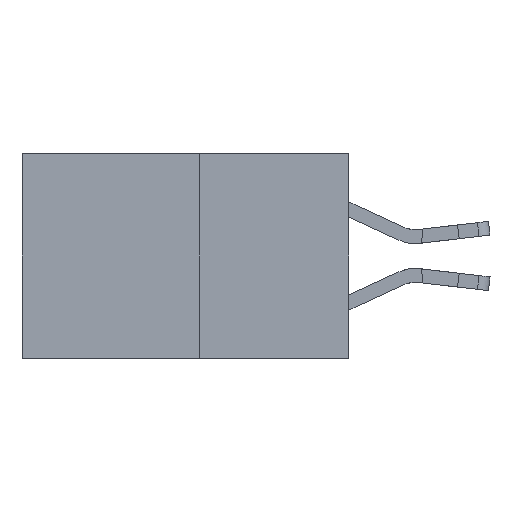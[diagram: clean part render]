
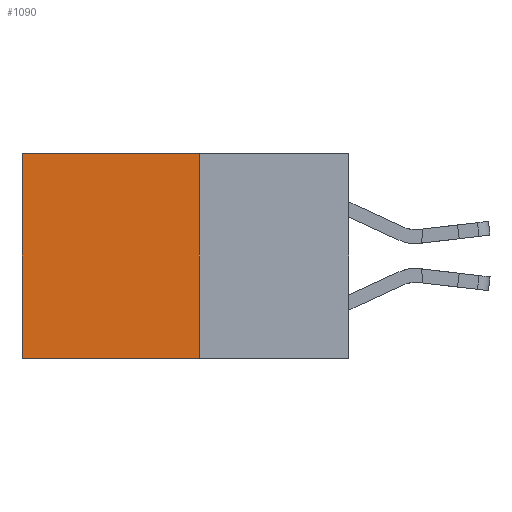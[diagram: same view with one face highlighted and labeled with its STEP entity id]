
A CAD part, left-side view. The second image highlights one B-rep face of the part: STEP entity #1090.
In plain terms, the highlighted planar face has unit normal (-1, 0, 0).
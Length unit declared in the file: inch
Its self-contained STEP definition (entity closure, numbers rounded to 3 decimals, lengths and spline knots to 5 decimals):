
#432 = VERTEX_POINT ( 'NONE', #2661 ) ;
#442 = ORIENTED_EDGE ( 'NONE', *, *, #10371, .T. ) ;
#1090 = ADVANCED_FACE ( 'NONE', ( #15509 ), #4795, .F. ) ;
#1235 = CARTESIAN_POINT ( 'NONE',  ( 0.277, 0.59, -0.37 ) ) ;
#1802 = DIRECTION ( 'NONE',  ( 1., 0., 0. ) ) ;
#2423 = VECTOR ( 'NONE', #11337, 39.37008 ) ;
#2661 = CARTESIAN_POINT ( 'NONE',  ( 0.277, 0.27, 0. ) ) ;
#3073 = EDGE_CURVE ( 'NONE', #432, #5509, #14342, .T. ) ;
#4227 = EDGE_CURVE ( 'NONE', #432, #7914, #11129, .T. ) ;
#4795 = PLANE ( 'NONE',  #16719 ) ;
#5196 = DIRECTION ( 'NONE',  ( 0., 1., 0. ) ) ;
#5307 = LINE ( 'NONE', #12350, #12036 ) ;
#5509 = VERTEX_POINT ( 'NONE', #10024 ) ;
#7043 = DIRECTION ( 'NONE',  ( 0., 0., -1. ) ) ;
#7914 = VERTEX_POINT ( 'NONE', #8329 ) ;
#8329 = CARTESIAN_POINT ( 'NONE',  ( 0.277, 0.59, 0. ) ) ;
#9245 = CARTESIAN_POINT ( 'NONE',  ( 0.277, 0.27, -0.37 ) ) ;
#10013 = VERTEX_POINT ( 'NONE', #1235 ) ;
#10024 = CARTESIAN_POINT ( 'NONE',  ( 0.277, 0.27, -0.37 ) ) ;
#10371 = EDGE_CURVE ( 'NONE', #7914, #10013, #14066, .T. ) ;
#10771 = CARTESIAN_POINT ( 'NONE',  ( 0.277, 0.59, -0.37 ) ) ;
#11129 = LINE ( 'NONE', #12079, #14065 ) ;
#11337 = DIRECTION ( 'NONE',  ( 0., 0., -1. ) ) ;
#11558 = DIRECTION ( 'NONE',  ( 0., 1., 0. ) ) ;
#12036 = VECTOR ( 'NONE', #5196, 39.37008 ) ;
#12079 = CARTESIAN_POINT ( 'NONE',  ( 0.277, 0.27, 0. ) ) ;
#12350 = CARTESIAN_POINT ( 'NONE',  ( 0.277, 0.27, -0.37 ) ) ;
#12421 = EDGE_LOOP ( 'NONE', ( #442, #16209, #14173, #13056 ) ) ;
#12830 = CARTESIAN_POINT ( 'NONE',  ( 0.277, 0.27, -0.37 ) ) ;
#13056 = ORIENTED_EDGE ( 'NONE', *, *, #4227, .T. ) ;
#13156 = VECTOR ( 'NONE', #13676, 39.37008 ) ;
#13676 = DIRECTION ( 'NONE',  ( 0., 0., -1. ) ) ;
#14065 = VECTOR ( 'NONE', #11558, 39.37008 ) ;
#14066 = LINE ( 'NONE', #10771, #13156 ) ;
#14173 = ORIENTED_EDGE ( 'NONE', *, *, #3073, .F. ) ;
#14342 = LINE ( 'NONE', #9245, #2423 ) ;
#15509 = FACE_OUTER_BOUND ( 'NONE', #12421, .T. ) ;
#16209 = ORIENTED_EDGE ( 'NONE', *, *, #17380, .F. ) ;
#16719 = AXIS2_PLACEMENT_3D ( 'NONE', #12830, #1802, #7043 ) ;
#17380 = EDGE_CURVE ( 'NONE', #5509, #10013, #5307, .T. ) ;
